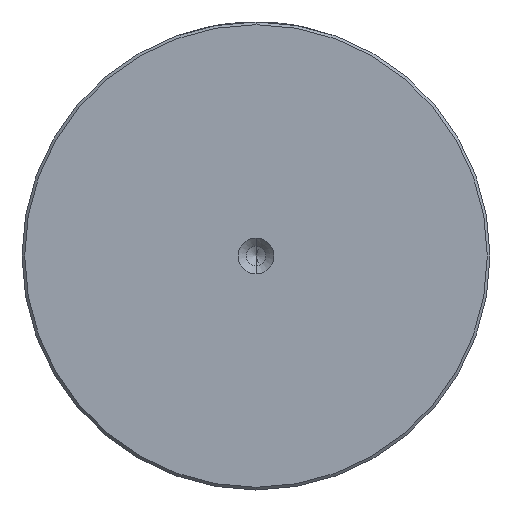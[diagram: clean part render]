
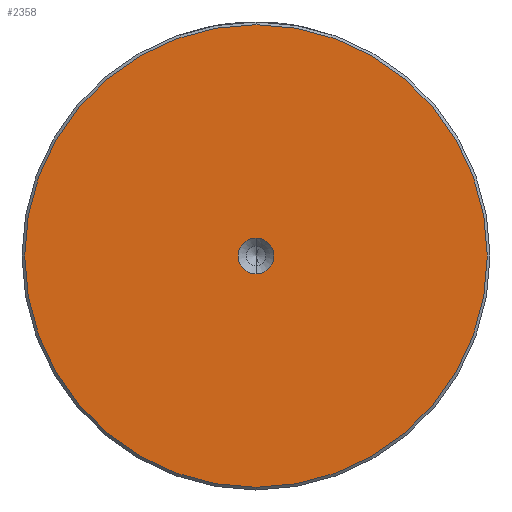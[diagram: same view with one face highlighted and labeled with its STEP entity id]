
A CAD part, left-side view. The second image highlights one B-rep face of the part: STEP entity #2358.
In plain terms, the highlighted planar face has unit normal (-1, 0, 0).
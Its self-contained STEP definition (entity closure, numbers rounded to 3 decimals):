
#152 = FACE_BOUND ( 'NONE', #2380, .T. ) ;
#194 = AXIS2_PLACEMENT_3D ( 'NONE', #861, #2537, #1097 ) ;
#195 = AXIS2_PLACEMENT_3D ( 'NONE', #790, #2466, #1023 ) ;
#271 = VERTEX_POINT ( 'NONE', #1299 ) ;
#402 = DIRECTION ( 'NONE',  ( 0., 0., 1. ) ) ;
#420 = VERTEX_POINT ( 'NONE', #610 ) ;
#446 = ORIENTED_EDGE ( 'NONE', *, *, #2315, .F. ) ;
#491 = ORIENTED_EDGE ( 'NONE', *, *, #2481, .F. ) ;
#543 = CIRCLE ( 'NONE', #2311, 3.3 ) ;
#610 = CARTESIAN_POINT ( 'NONE',  ( 0., 0., 42.5 ) ) ;
#614 = DIRECTION ( 'NONE',  ( -1., 0., 0. ) ) ;
#790 = CARTESIAN_POINT ( 'NONE',  ( 0., 0., 0. ) ) ;
#861 = CARTESIAN_POINT ( 'NONE',  ( 0., 0., 0. ) ) ;
#865 = CARTESIAN_POINT ( 'NONE',  ( 0., 0., 3.3 ) ) ;
#1010 = AXIS2_PLACEMENT_3D ( 'NONE', #2303, #1823, #402 ) ;
#1017 = ORIENTED_EDGE ( 'NONE', *, *, #1800, .T. ) ;
#1023 = DIRECTION ( 'NONE',  ( 0., 0., 1. ) ) ;
#1030 = EDGE_CURVE ( 'NONE', #2947, #420, #2760, .T. ) ;
#1095 = PLANE ( 'NONE',  #1010 ) ;
#1097 = DIRECTION ( 'NONE',  ( 0., 0., 1. ) ) ;
#1299 = CARTESIAN_POINT ( 'NONE',  ( 0., 0., -3.3 ) ) ;
#1330 = FACE_OUTER_BOUND ( 'NONE', #2669, .T. ) ;
#1407 = CARTESIAN_POINT ( 'NONE',  ( 0., 0., 0. ) ) ;
#1637 = DIRECTION ( 'NONE',  ( 0., 0., 1. ) ) ;
#1751 = ORIENTED_EDGE ( 'NONE', *, *, #1030, .T. ) ;
#1800 = EDGE_CURVE ( 'NONE', #420, #2947, #2011, .T. ) ;
#1823 = DIRECTION ( 'NONE',  ( -1., 0., 0. ) ) ;
#1833 = CARTESIAN_POINT ( 'NONE',  ( 0., 0., -42.5 ) ) ;
#2011 = CIRCLE ( 'NONE', #194, 42.5 ) ;
#2046 = CARTESIAN_POINT ( 'NONE',  ( 0., 0., 0. ) ) ;
#2294 = DIRECTION ( 'NONE',  ( 0., 0., 1. ) ) ;
#2303 = CARTESIAN_POINT ( 'NONE',  ( 0., 0., 0. ) ) ;
#2311 = AXIS2_PLACEMENT_3D ( 'NONE', #1407, #3073, #1637 ) ;
#2315 = EDGE_CURVE ( 'NONE', #271, #2945, #2742, .T. ) ;
#2358 = ADVANCED_FACE ( 'NONE', ( #1330, #152 ), #1095, .T. ) ;
#2380 = EDGE_LOOP ( 'NONE', ( #491, #446 ) ) ;
#2466 = DIRECTION ( 'NONE',  ( -1., 0., 0. ) ) ;
#2481 = EDGE_CURVE ( 'NONE', #2945, #271, #543, .T. ) ;
#2537 = DIRECTION ( 'NONE',  ( -1., 0., 0. ) ) ;
#2669 = EDGE_LOOP ( 'NONE', ( #1751, #1017 ) ) ;
#2671 = AXIS2_PLACEMENT_3D ( 'NONE', #2046, #614, #2294 ) ;
#2742 = CIRCLE ( 'NONE', #2671, 3.3 ) ;
#2760 = CIRCLE ( 'NONE', #195, 42.5 ) ;
#2945 = VERTEX_POINT ( 'NONE', #865 ) ;
#2947 = VERTEX_POINT ( 'NONE', #1833 ) ;
#3073 = DIRECTION ( 'NONE',  ( -1., 0., 0. ) ) ;
